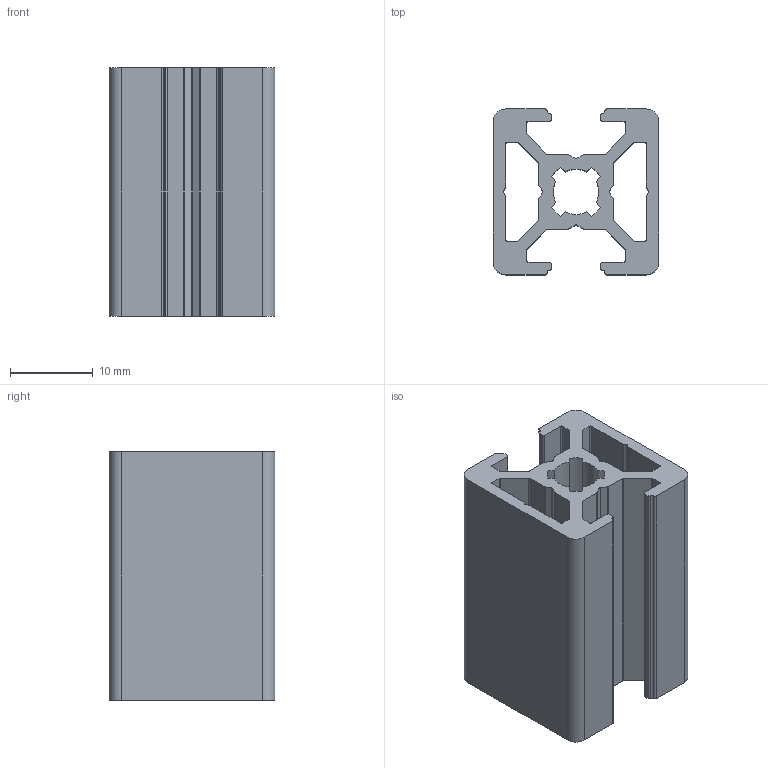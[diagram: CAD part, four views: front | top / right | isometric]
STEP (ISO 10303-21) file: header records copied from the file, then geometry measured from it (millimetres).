
FILE_DESCRIPTION((''),'2;1');
FILE_NAME('20x20-2S.ipt.stp','2011-06-05T17:27:37',(''),(''),'Autodesk Inventor 2011','Autodesk Inventor 2011','');
FILE_SCHEMA(('AUTOMOTIVE_DESIGN { 1 0 10303 214 1 1 1 1 }'));
Length unit declared in the file: millimetre
Products named in the file (1): 20x20-2S
Bounding box: 20 x 20 x 30 mm (x, y, z)
Volume: 5476.2 mm3; surface area: 6291.9 mm2
Topology: 1 solids, 1 shells, 142 faces, 420 edges, 280 vertices
Faces by surface type: plane 72, cylinder 70
Entity records: 4822 total; most frequent: DIRECTION 846, CARTESIAN_POINT 843, ORIENTED_EDGE 840, EDGE_CURVE 420, AXIS2_PLACEMENT_3D 283, VERTEX_POINT 280, VECTOR 280, LINE 280
